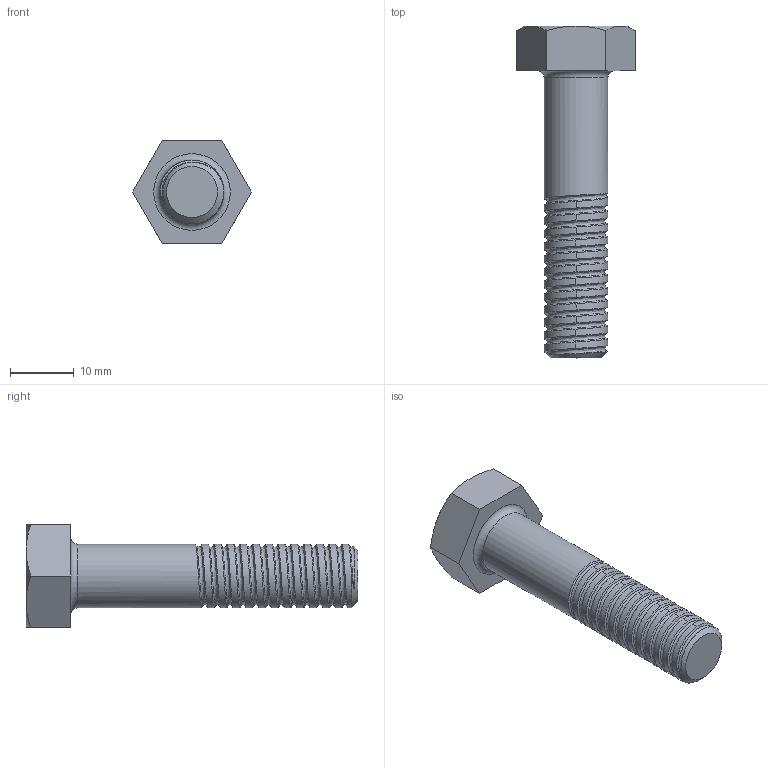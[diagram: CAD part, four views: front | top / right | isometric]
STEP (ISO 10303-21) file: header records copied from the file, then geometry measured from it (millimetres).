
FILE_DESCRIPTION(('HOOPS Exchange Step'),'2;1');
FILE_NAME('m10_bolt.step','2019-02-19T19:14:38+00:00',('SYSTEM'),('Unknown organisation'),'HOOPS Exchange 10.0','HOOPS Exchange','Unknown authorisation');
FILE_SCHEMA( ('AP203_CONFIGURATION_CONTROLLED_3D_DESIGN_OF_MECHANICAL_PARTS_AND_ASSEMBLIES_MIM_LF') );
Length unit declared in the file: millimetre
Products named in the file (2): lan; m10_bolt
Assembly tree (1 placements, depth 2):
  m10_bolt
  lan
Bounding box: 18.6 x 52 x 16.11 mm (x, y, z)
Volume: 4972.4 mm3; surface area: 2362.9 mm2
Topology: 1 solids, 1 shells, 33 faces, 84 edges, 54 vertices
Faces by surface type: cylinder 13, plane 9, cone 7, bspline 3, torus 1
Full cylindrical faces by diameter (mm): 10 x12
Entity records: 50595 total; most frequent: CARTESIAN_POINT 49841, ORIENTED_EDGE 168, DIRECTION 116, EDGE_CURVE 84, VERTEX_POINT 54, B_SPLINE_CURVE_WITH_KNOTS 46, AXIS2_PLACEMENT_3D 45, EDGE_LOOP 34
